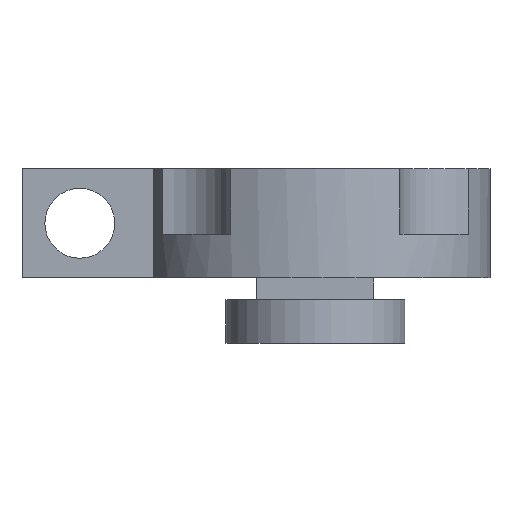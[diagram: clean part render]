
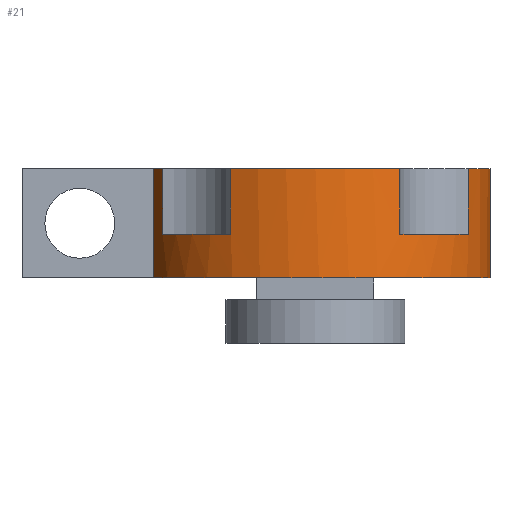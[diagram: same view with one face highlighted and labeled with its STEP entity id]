
A CAD part, front view. The second image highlights one B-rep face of the part: STEP entity #21.
In plain terms, the highlighted cylindrical face has radius 8 mm (diameter 16 mm), a partial arc.
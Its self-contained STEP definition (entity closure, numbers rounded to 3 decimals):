
#1 = DIRECTION ( 'NONE',  ( 0., 0., 1. ) ) ;
#21 = ADVANCED_FACE ( 'NONE', ( #590 ), #99, .T. ) ;
#28 = EDGE_CURVE ( 'NONE', #971, #387, #569, .T. ) ;
#40 = CIRCLE ( 'NONE', #936, 8. ) ;
#51 = VERTEX_POINT ( 'NONE', #480 ) ;
#64 = AXIS2_PLACEMENT_3D ( 'NONE', #204, #614, #1090 ) ;
#93 = CARTESIAN_POINT ( 'NONE',  ( -7.001, -3.872, -2.5 ) ) ;
#99 = CYLINDRICAL_SURFACE ( 'NONE', #730, 8. ) ;
#100 = CARTESIAN_POINT ( 'NONE',  ( 3.872, -7.001, -2.5 ) ) ;
#119 = DIRECTION ( 'NONE',  ( 0., 0., -1. ) ) ;
#128 = VERTEX_POINT ( 'NONE', #512 ) ;
#134 = CARTESIAN_POINT ( 'NONE',  ( 0., 0., -5.5 ) ) ;
#178 = CARTESIAN_POINT ( 'NONE',  ( -7.416, -3., -2.5 ) ) ;
#186 = DIRECTION ( 'NONE',  ( -1., 0., 0. ) ) ;
#188 = DIRECTION ( 'NONE',  ( 0., 0., -1. ) ) ;
#204 = CARTESIAN_POINT ( 'NONE',  ( 0., 0., -7.5 ) ) ;
#212 = AXIS2_PLACEMENT_3D ( 'NONE', #134, #1129, #1116 ) ;
#229 = AXIS2_PLACEMENT_3D ( 'NONE', #771, #188, #1166 ) ;
#234 = ORIENTED_EDGE ( 'NONE', *, *, #358, .F. ) ;
#241 = CARTESIAN_POINT ( 'NONE',  ( 0., 0., -5.5 ) ) ;
#268 = CIRCLE ( 'NONE', #409, 8. ) ;
#279 = CIRCLE ( 'NONE', #212, 8. ) ;
#299 = CARTESIAN_POINT ( 'NONE',  ( -7.001, -3.872, -4. ) ) ;
#321 = CARTESIAN_POINT ( 'NONE',  ( -7.001, -3.872, -5.5 ) ) ;
#323 = DIRECTION ( 'NONE',  ( 0., 0., 1. ) ) ;
#342 = CARTESIAN_POINT ( 'NONE',  ( 7.001, -3.872, -5.5 ) ) ;
#347 = ORIENTED_EDGE ( 'NONE', *, *, #470, .F. ) ;
#352 = EDGE_CURVE ( 'NONE', #1239, #51, #496, .T. ) ;
#358 = EDGE_CURVE ( 'NONE', #1208, #545, #268, .T. ) ;
#359 = ORIENTED_EDGE ( 'NONE', *, *, #816, .T. ) ;
#378 = EDGE_LOOP ( 'NONE', ( #347, #1069, #673, #1275, #234, #1139, #694, #458, #449, #681, #359, #1224 ) ) ;
#381 = VERTEX_POINT ( 'NONE', #777 ) ;
#387 = VERTEX_POINT ( 'NONE', #93 ) ;
#409 = AXIS2_PLACEMENT_3D ( 'NONE', #241, #478, #1271 ) ;
#430 = CARTESIAN_POINT ( 'NONE',  ( 8., 0., -2.5 ) ) ;
#442 = CIRCLE ( 'NONE', #754, 8. ) ;
#449 = ORIENTED_EDGE ( 'NONE', *, *, #1023, .F. ) ;
#455 = VECTOR ( 'NONE', #119, 1000. ) ;
#458 = ORIENTED_EDGE ( 'NONE', *, *, #966, .T. ) ;
#470 = EDGE_CURVE ( 'NONE', #381, #1176, #887, .T. ) ;
#478 = DIRECTION ( 'NONE',  ( 0., 0., 1. ) ) ;
#480 = CARTESIAN_POINT ( 'NONE',  ( -3.872, -7.001, -2.5 ) ) ;
#493 = CARTESIAN_POINT ( 'NONE',  ( 0., 0., -7.5 ) ) ;
#495 = EDGE_CURVE ( 'NONE', #676, #545, #600, .T. ) ;
#496 = CIRCLE ( 'NONE', #229, 8. ) ;
#501 = DIRECTION ( 'NONE',  ( 0., 0., 1. ) ) ;
#506 = VECTOR ( 'NONE', #1158, 1000. ) ;
#509 = DIRECTION ( 'NONE',  ( 0., 0., -1. ) ) ;
#510 = CARTESIAN_POINT ( 'NONE',  ( 8., 0., -7.5 ) ) ;
#512 = CARTESIAN_POINT ( 'NONE',  ( -3.872, -7.001, -5.5 ) ) ;
#517 = LINE ( 'NONE', #510, #1263 ) ;
#524 = EDGE_CURVE ( 'NONE', #381, #592, #517, .T. ) ;
#540 = DIRECTION ( 'NONE',  ( 0., 0., -1. ) ) ;
#545 = VERTEX_POINT ( 'NONE', #342 ) ;
#546 = CARTESIAN_POINT ( 'NONE',  ( 3.872, -7.001, -5.5 ) ) ;
#557 = VECTOR ( 'NONE', #323, 1000. ) ;
#562 = LINE ( 'NONE', #1064, #506 ) ;
#569 = LINE ( 'NONE', #299, #1053 ) ;
#590 = FACE_OUTER_BOUND ( 'NONE', #378, .T. ) ;
#592 = VERTEX_POINT ( 'NONE', #430 ) ;
#600 = LINE ( 'NONE', #996, #455 ) ;
#604 = EDGE_CURVE ( 'NONE', #1208, #1239, #831, .T. ) ;
#614 = DIRECTION ( 'NONE',  ( 0., 0., -1. ) ) ;
#673 = ORIENTED_EDGE ( 'NONE', *, *, #742, .T. ) ;
#676 = VERTEX_POINT ( 'NONE', #961 ) ;
#681 = ORIENTED_EDGE ( 'NONE', *, *, #28, .T. ) ;
#694 = ORIENTED_EDGE ( 'NONE', *, *, #352, .T. ) ;
#730 = AXIS2_PLACEMENT_3D ( 'NONE', #493, #501, #889 ) ;
#742 = EDGE_CURVE ( 'NONE', #592, #676, #40, .T. ) ;
#750 = EDGE_CURVE ( 'NONE', #1135, #1176, #562, .T. ) ;
#754 = AXIS2_PLACEMENT_3D ( 'NONE', #1075, #509, #186 ) ;
#771 = CARTESIAN_POINT ( 'NONE',  ( 0., 0., -2.5 ) ) ;
#777 = CARTESIAN_POINT ( 'NONE',  ( 8., 0., -7.5 ) ) ;
#816 = EDGE_CURVE ( 'NONE', #387, #1135, #442, .T. ) ;
#818 = LINE ( 'NONE', #921, #1040 ) ;
#831 = LINE ( 'NONE', #1131, #557 ) ;
#869 = CARTESIAN_POINT ( 'NONE',  ( -7.416, -3., -7.5 ) ) ;
#887 = CIRCLE ( 'NONE', #64, 8. ) ;
#889 = DIRECTION ( 'NONE',  ( 1., 0., 0. ) ) ;
#921 = CARTESIAN_POINT ( 'NONE',  ( -3.872, -7.001, -4. ) ) ;
#936 = AXIS2_PLACEMENT_3D ( 'NONE', #950, #1070, #1057 ) ;
#950 = CARTESIAN_POINT ( 'NONE',  ( 0., 0., -2.5 ) ) ;
#961 = CARTESIAN_POINT ( 'NONE',  ( 7.001, -3.872, -2.5 ) ) ;
#966 = EDGE_CURVE ( 'NONE', #51, #128, #818, .T. ) ;
#971 = VERTEX_POINT ( 'NONE', #321 ) ;
#996 = CARTESIAN_POINT ( 'NONE',  ( 7.001, -3.872, -4. ) ) ;
#1023 = EDGE_CURVE ( 'NONE', #971, #128, #279, .T. ) ;
#1040 = VECTOR ( 'NONE', #540, 1000. ) ;
#1053 = VECTOR ( 'NONE', #1185, 1000. ) ;
#1057 = DIRECTION ( 'NONE',  ( -1., 0., 0. ) ) ;
#1064 = CARTESIAN_POINT ( 'NONE',  ( -7.416, -3., -7.5 ) ) ;
#1069 = ORIENTED_EDGE ( 'NONE', *, *, #524, .T. ) ;
#1070 = DIRECTION ( 'NONE',  ( 0., 0., -1. ) ) ;
#1075 = CARTESIAN_POINT ( 'NONE',  ( 0., 0., -2.5 ) ) ;
#1090 = DIRECTION ( 'NONE',  ( -1., 0., 0. ) ) ;
#1116 = DIRECTION ( 'NONE',  ( 1., 0., 0. ) ) ;
#1129 = DIRECTION ( 'NONE',  ( 0., 0., 1. ) ) ;
#1131 = CARTESIAN_POINT ( 'NONE',  ( 3.872, -7.001, -4. ) ) ;
#1135 = VERTEX_POINT ( 'NONE', #178 ) ;
#1139 = ORIENTED_EDGE ( 'NONE', *, *, #604, .T. ) ;
#1158 = DIRECTION ( 'NONE',  ( 0., 0., -1. ) ) ;
#1166 = DIRECTION ( 'NONE',  ( -1., 0., 0. ) ) ;
#1176 = VERTEX_POINT ( 'NONE', #869 ) ;
#1185 = DIRECTION ( 'NONE',  ( 0., 0., 1. ) ) ;
#1208 = VERTEX_POINT ( 'NONE', #546 ) ;
#1224 = ORIENTED_EDGE ( 'NONE', *, *, #750, .T. ) ;
#1239 = VERTEX_POINT ( 'NONE', #100 ) ;
#1263 = VECTOR ( 'NONE', #1, 1000. ) ;
#1271 = DIRECTION ( 'NONE',  ( 1., 0., 0. ) ) ;
#1275 = ORIENTED_EDGE ( 'NONE', *, *, #495, .T. ) ;
